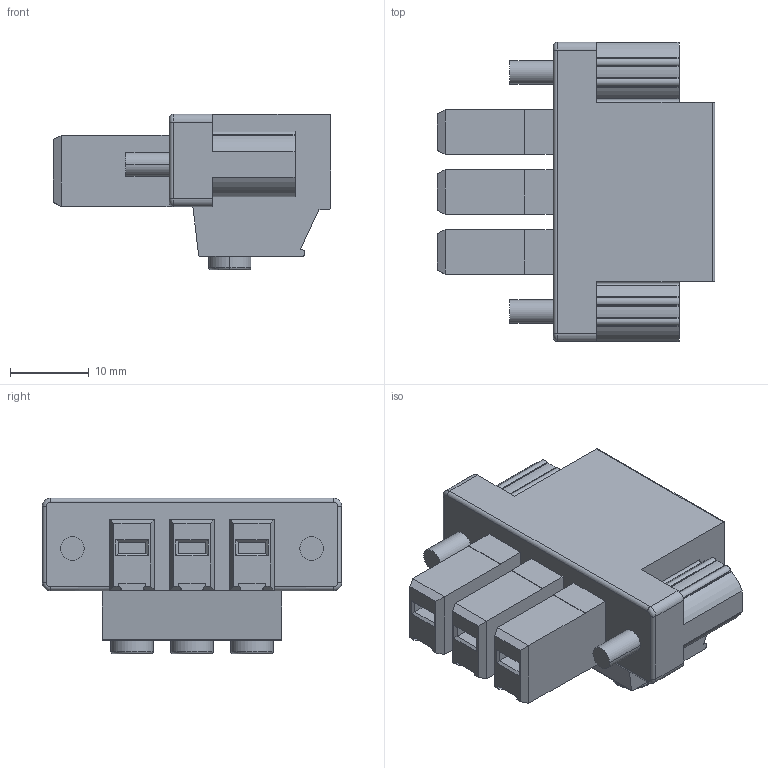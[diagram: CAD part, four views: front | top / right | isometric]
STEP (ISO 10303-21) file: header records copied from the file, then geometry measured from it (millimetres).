
FILE_DESCRIPTION((''),'2;1');
FILE_NAME('TLPSW-501','2024-09-13T09:36:09',('sheji'),(''),'CREO PARAMETRIC BY PTC INC, 2018100','CREO PARAMETRIC BY PTC INC, 2018100','');
FILE_SCHEMA(('CONFIG_CONTROL_DESIGN'));
Length unit declared in the file: millimetre
Products named in the file (1): TLPSW-501
Bounding box: 35.3 x 38.05 x 19.8 mm (x, y, z)
Volume: 10002.9 mm3; surface area: 6280.3 mm2
Topology: 1 solids, 1 shells, 416 faces, 1141 edges, 748 vertices
Faces by surface type: plane 261, cylinder 127, torus 20, extrusion 8
Entity records: 13457 total; most frequent: CARTESIAN_POINT 2840, ORIENTED_EDGE 2282, DIRECTION 2100, EDGE_CURVE 1141, VECTOR 790, LINE 782, VERTEX_POINT 748, AXIS2_PLACEMENT_3D 655
